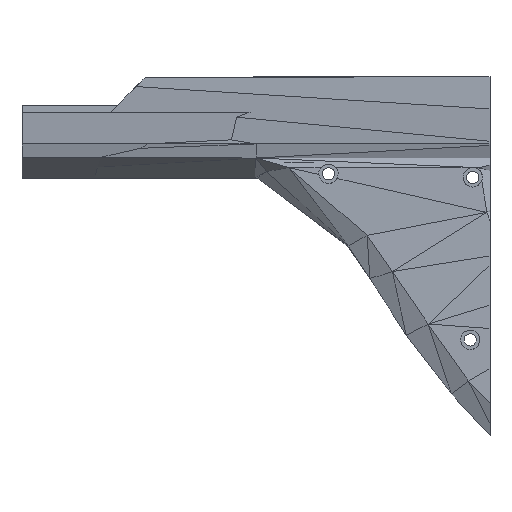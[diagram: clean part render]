
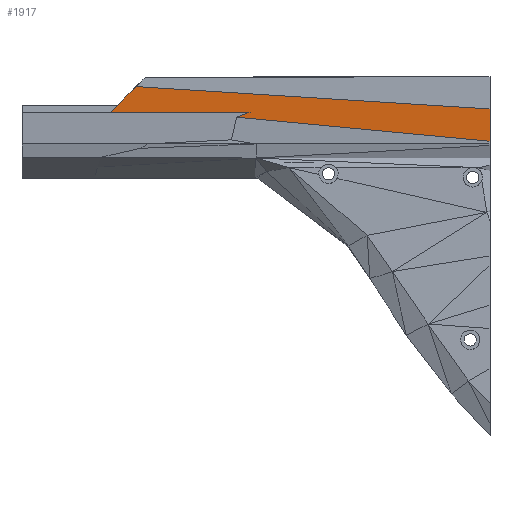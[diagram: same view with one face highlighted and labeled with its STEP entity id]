
A CAD part, front view. The second image highlights one B-rep face of the part: STEP entity #1917.
In plain terms, the highlighted planar face has unit normal (-0.009, -0.998, -0.065).
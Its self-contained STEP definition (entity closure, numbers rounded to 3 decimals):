
#18=FACE_BOUND('',#193,.T.);
#78=FACE_OUTER_BOUND('',#192,.T.);
#192=EDGE_LOOP('',(#1406,#1407,#1408,#1409,#1410,#1411));
#193=EDGE_LOOP('',(#1412,#1413,#1414));
#325=LINE('',#2756,#568);
#408=LINE('',#2940,#651);
#413=LINE('',#2949,#656);
#414=LINE('',#2951,#657);
#415=LINE('',#2953,#658);
#416=LINE('',#2954,#659);
#417=LINE('',#2957,#660);
#418=LINE('',#2959,#661);
#419=LINE('',#2960,#662);
#568=VECTOR('',#2197,10.);
#651=VECTOR('',#2340,10.);
#656=VECTOR('',#2349,10.);
#657=VECTOR('',#2350,10.);
#658=VECTOR('',#2351,10.);
#659=VECTOR('',#2352,1.);
#660=VECTOR('',#2353,10.);
#661=VECTOR('',#2354,10.);
#662=VECTOR('',#2355,10.);
#814=VERTEX_POINT('',#2753);
#815=VERTEX_POINT('',#2755);
#885=VERTEX_POINT('',#2937);
#886=VERTEX_POINT('',#2939);
#889=VERTEX_POINT('',#2950);
#890=VERTEX_POINT('',#2952);
#891=VERTEX_POINT('',#2955);
#892=VERTEX_POINT('',#2956);
#893=VERTEX_POINT('',#2958);
#984=EDGE_CURVE('',#815,#814,#325,.T.);
#1077=EDGE_CURVE('',#885,#886,#408,.T.);
#1082=EDGE_CURVE('',#814,#886,#413,.T.);
#1083=EDGE_CURVE('',#889,#885,#414,.T.);
#1084=EDGE_CURVE('',#889,#890,#415,.T.);
#1085=EDGE_CURVE('',#890,#815,#416,.T.);
#1086=EDGE_CURVE('',#891,#892,#417,.T.);
#1087=EDGE_CURVE('',#891,#893,#418,.T.);
#1088=EDGE_CURVE('',#893,#892,#419,.T.);
#1406=ORIENTED_EDGE('',*,*,#984,.T.);
#1407=ORIENTED_EDGE('',*,*,#1082,.T.);
#1408=ORIENTED_EDGE('',*,*,#1077,.F.);
#1409=ORIENTED_EDGE('',*,*,#1083,.F.);
#1410=ORIENTED_EDGE('',*,*,#1084,.T.);
#1411=ORIENTED_EDGE('',*,*,#1085,.T.);
#1412=ORIENTED_EDGE('',*,*,#1086,.F.);
#1413=ORIENTED_EDGE('',*,*,#1087,.T.);
#1414=ORIENTED_EDGE('',*,*,#1088,.T.);
#1817=PLANE('',#2055);
#1917=ADVANCED_FACE('',(#78,#18),#1817,.T.);
#2055=AXIS2_PLACEMENT_3D('',#2948,#2347,#2348);
#2197=DIRECTION('',(0.,-0.065,0.998));
#2340=DIRECTION('',(0.705,-0.052,0.707));
#2347=DIRECTION('center_axis',(-0.009,-0.998,
-0.065));
#2348=DIRECTION('ref_axis',(0.,0.065,-0.998));
#2349=DIRECTION('',(-0.998,0.005,0.063));
#2350=DIRECTION('',(-1.,0.009,0.));
#2351=DIRECTION('',(-0.934,0.032,-0.356));
#2352=DIRECTION('',(0.996,-0.003,-0.094));
#2353=DIRECTION('',(0.971,-0.024,0.237));
#2354=DIRECTION('',(0.97,-0.024,0.242));
#2355=DIRECTION('',(1.,-0.009,0.003));
#2753=CARTESIAN_POINT('',(1285.8,-11.627,581.359));
#2755=CARTESIAN_POINT('',(1285.8,-11.03,572.184));
#2756=CARTESIAN_POINT('',(1285.8,-9.802,553.32));
#2937=CARTESIAN_POINT('',(1177.923,-10.599,580.35));
#2939=CARTESIAN_POINT('',(1185.254,-11.143,587.705));
#2940=CARTESIAN_POINT('',(1211.132,-13.064,613.669));
#2948=CARTESIAN_POINT('Origin',(1293.816,-12.135,588.06));
#2949=CARTESIAN_POINT('',(1240.023,-11.407,584.248));
#2950=CARTESIAN_POINT('',(1217.259,-10.95,580.35));
#2951=CARTESIAN_POINT('',(1208.31,-10.87,580.35));
#2952=CARTESIAN_POINT('',(1213.765,-10.832,579.017));
#2953=CARTESIAN_POINT('',(1210.753,-10.73,577.868));
#2954=CARTESIAN_POINT('',(1118.43,-10.57,588.06));
#2955=CARTESIAN_POINT('',(1217.266,-10.941,580.214));
#2956=CARTESIAN_POINT('',(1217.822,-10.955,580.35));
#2957=CARTESIAN_POINT('',(1248.792,-11.724,587.917));
#2958=CARTESIAN_POINT('',(1217.809,-10.955,580.35));
#2959=CARTESIAN_POINT('',(1245.005,-11.64,587.147));
#2960=CARTESIAN_POINT('',(1301.45,-11.716,580.575));
